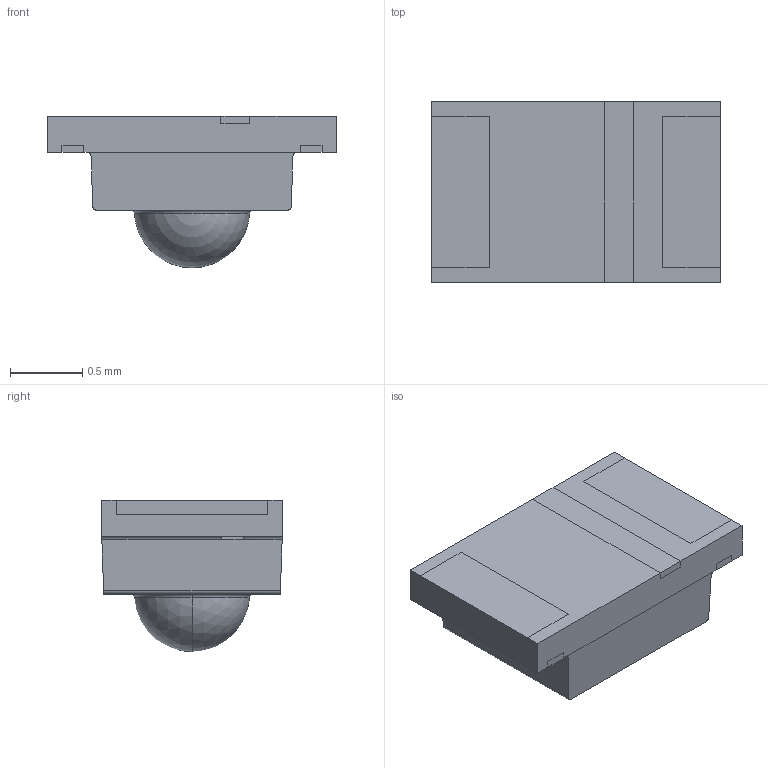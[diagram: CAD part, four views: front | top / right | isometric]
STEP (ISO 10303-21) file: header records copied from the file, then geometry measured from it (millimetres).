
FILE_DESCRIPTION (( 'STEP AP214' ), '1' );
FILE_NAME ('APTD2012LSURCK.STEP', '2021-10-26T10:15:52', ( '' ), ( '' ), 'SwSTEP 2.0', 'SolidWorks 2018', '' );
FILE_SCHEMA (( 'AUTOMOTIVE_DESIGN' ));
Length unit declared in the file: millimetre
Products named in the file (2): APTD2012LSURCK
Bounding box: 2 x 1.25 x 1.05 mm (x, y, z)
Volume: 1.4 mm3; surface area: 13.6 mm2
Topology: 6 solids, 6 shells, 88 faces, 214 edges, 139 vertices
Faces by surface type: plane 78, cylinder 6, torus 2, sphere 2
Entity records: 3276 total; most frequent: CARTESIAN_POINT 467, ORIENTED_EDGE 428, DIRECTION 398, EDGE_CURVE 214, VECTOR 194, LINE 194, VERTEX_POINT 139, AXIS2_PLACEMENT_3D 102
